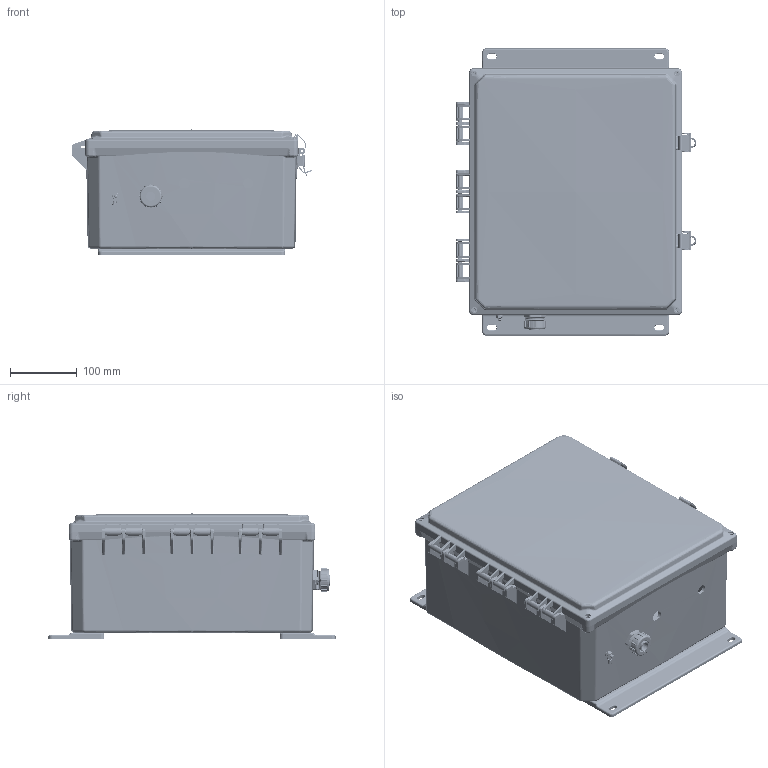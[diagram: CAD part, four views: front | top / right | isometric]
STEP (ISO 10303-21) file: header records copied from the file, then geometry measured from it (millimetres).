
FILE_DESCRIPTION (( 'STEP AP214' ), '1' );
FILE_NAME ('TEWPC141206-01.step', '2020-06-19T16:27:22', ( '' ), ( '' ), 'SwSTEP 2.0', 'SolidWorks 2018', '' );
FILE_SCHEMA (( 'AUTOMOTIVE_DESIGN' ));
Length unit declared in the file: inch
Products named in the file (20): XFW-0002; NBPC141206_Box; NBPC141206_Latch; XFN-0003; XCT-0005;  XCT-0010^TEWPC141206-01; XFS-0017; Integra-Upper Insert; XFS-0020_91735A827; XNBWPC141206-01; NBPC141206_box assy; XF451-01; Integra-Bottom Insert; TEWPC141206-01; Copy of XCT-0011^TEWPC141206-01; XC-0003; NBPC14-W-LID; NBPC141206_12IN-MNT-FLANGE; NBWPC141206; XFS-0026
Assembly tree (35 placements, depth 5):
  TEWPC141206-01
    XNBWPC141206-01
      NBWPC141206
        NBPC141206_box assy
          NBPC141206_Box
          NBPC141206_Latch  x2
          Integra-Bottom Insert  x4
          Integra-Upper Insert  x4
        NBPC14-W-LID
        NBPC141206_12IN-MNT-FLANGE  x2
    XC-0003
    XFW-0002  x5
    XFN-0003  x2
    XCT-0005
     XCT-0010^TEWPC141206-01
    XFS-0026
    XF451-01
    Copy of XCT-0011^TEWPC141206-01
    XFS-0017
    XFS-0020_91735A827  x4
Bounding box: 360.69 x 430.53 x 187.45 mm (x, y, z)
Volume: 2717564.1 mm3; surface area: 1311758.8 mm2
Topology: 36 solids, 37 shells, 6449 faces, 16102 edges, 9513 vertices
Faces by surface type: cylinder 2429, bspline 1537, plane 1491, cone 820, torus 164, sphere 8
Entity records: 229827 total; most frequent: CARTESIAN_POINT 130063, ORIENTED_EDGE 21900, DIRECTION 16026, EDGE_CURVE 10950, VERTEX_POINT 6561, AXIS2_PLACEMENT_3D 5931, EDGE_LOOP 4755, ADVANCED_FACE 4502
